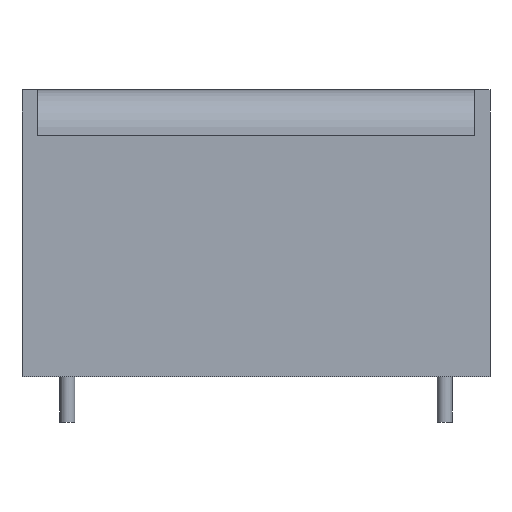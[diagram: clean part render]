
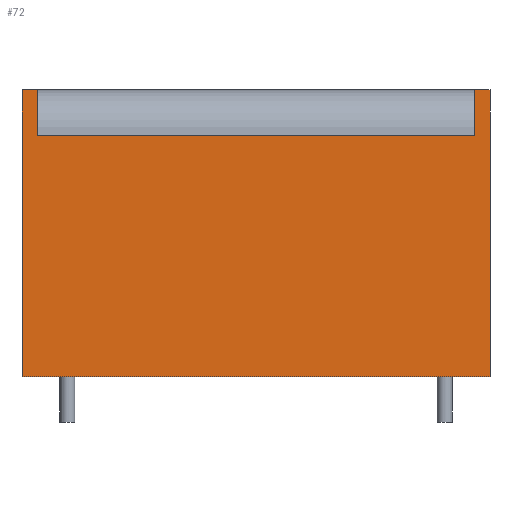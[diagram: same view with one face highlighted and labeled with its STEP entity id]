
A CAD part, front view. The second image highlights one B-rep face of the part: STEP entity #72.
In plain terms, the highlighted planar face has unit normal (0, -1, 0).
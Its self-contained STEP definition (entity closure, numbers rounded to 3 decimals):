
#72=ADVANCED_FACE('',(#3497),#3499,.T.);
#3497=FACE_BOUND('',#3498,.T.);
#3498=EDGE_LOOP('',(#6245,#6246,#6247,#6248,#6249,#6250,#6251,#6252));
#3499=PLANE('',#3500);
#3500=AXIS2_PLACEMENT_3D('',#3501,#3502,#3503);
#3501=CARTESIAN_POINT('',(0.,0.,0.));
#3502=DIRECTION('',(0.,-1.,0.));
#3503=DIRECTION('',(1.,0.,0.));
#6245=ORIENTED_EDGE('',*,*,#8495,.F.);
#6246=ORIENTED_EDGE('',*,*,#8496,.F.);
#6247=ORIENTED_EDGE('',*,*,#8497,.F.);
#6248=ORIENTED_EDGE('',*,*,#8498,.F.);
#6249=ORIENTED_EDGE('',*,*,#8487,.T.);
#6250=ORIENTED_EDGE('',*,*,#8499,.T.);
#6251=ORIENTED_EDGE('',*,*,#8500,.F.);
#6252=ORIENTED_EDGE('',*,*,#8501,.T.);
#8487=EDGE_CURVE('',#9613,#9614,#9615,.T.);
#8495=EDGE_CURVE('',#9629,#9630,#9631,.T.);
#8496=EDGE_CURVE('',#9632,#9629,#9633,.T.);
#8497=EDGE_CURVE('',#9634,#9632,#9635,.T.);
#8498=EDGE_CURVE('',#9613,#9634,#9636,.T.);
#8499=EDGE_CURVE('',#9614,#9637,#9638,.T.);
#8500=EDGE_CURVE('',#9639,#9637,#9640,.T.);
#8501=EDGE_CURVE('',#9639,#9630,#9641,.T.);
#9613=VERTEX_POINT('',#11491);
#9614=VERTEX_POINT('',#11492);
#9615=LINE('',#11493,#11494);
#9629=VERTEX_POINT('',#11527);
#9630=VERTEX_POINT('',#11528);
#9631=LINE('',#11529,#11530);
#9632=VERTEX_POINT('',#11532);
#9633=LINE('',#11533,#11534);
#9634=VERTEX_POINT('',#11536);
#9635=LINE('',#11537,#11538);
#9636=LINE('',#11540,#11541);
#9637=VERTEX_POINT('',#11543);
#9638=LINE('',#11544,#11545);
#9639=VERTEX_POINT('',#11547);
#9640=LINE('',#11548,#11549);
#9641=LINE('',#11551,#11552);
#11491=CARTESIAN_POINT('',(0.,0.,0.));
#11492=CARTESIAN_POINT('',(31.,0.,0.));
#11493=CARTESIAN_POINT('',(0.,0.,0.));
#11494=VECTOR('',#11495,1.);
#11495=DIRECTION('',(1.,0.,0.));
#11527=CARTESIAN_POINT('',(1.,0.,16.));
#11528=CARTESIAN_POINT('',(30.,0.,16.));
#11529=CARTESIAN_POINT('',(1.,0.,16.));
#11530=VECTOR('',#11531,1.);
#11531=DIRECTION('',(1.,0.,0.));
#11532=CARTESIAN_POINT('',(1.,0.,19.));
#11533=CARTESIAN_POINT('',(1.,0.,19.));
#11534=VECTOR('',#11535,1.);
#11535=DIRECTION('',(0.,0.,-1.));
#11536=CARTESIAN_POINT('',(0.,0.,19.));
#11537=CARTESIAN_POINT('',(0.,0.,19.));
#11538=VECTOR('',#11539,1.);
#11539=DIRECTION('',(1.,0.,0.));
#11540=CARTESIAN_POINT('',(0.,0.,0.));
#11541=VECTOR('',#11542,1.);
#11542=DIRECTION('',(0.,0.,1.));
#11543=CARTESIAN_POINT('',(31.,0.,19.));
#11544=CARTESIAN_POINT('',(31.,0.,0.));
#11545=VECTOR('',#11546,1.);
#11546=DIRECTION('',(0.,0.,1.));
#11547=CARTESIAN_POINT('',(30.,0.,19.));
#11548=CARTESIAN_POINT('',(30.,0.,19.));
#11549=VECTOR('',#11550,1.);
#11550=DIRECTION('',(1.,0.,0.));
#11551=CARTESIAN_POINT('',(30.,0.,19.));
#11552=VECTOR('',#11553,1.);
#11553=DIRECTION('',(0.,0.,-1.));
